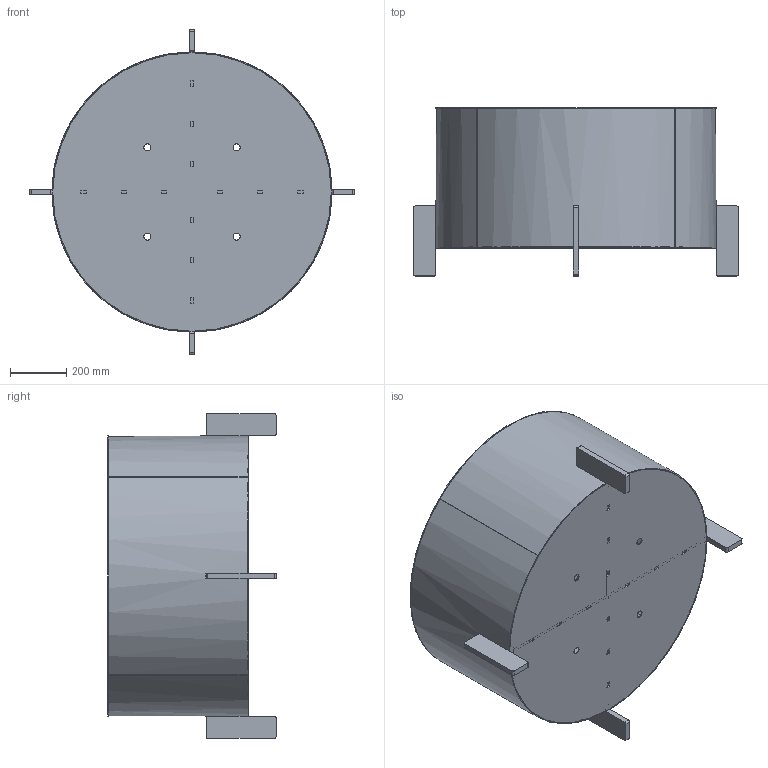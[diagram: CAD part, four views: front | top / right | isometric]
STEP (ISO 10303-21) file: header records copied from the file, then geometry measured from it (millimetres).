
FILE_DESCRIPTION (( 'STEP AP203' ), '1' );
FILE_NAME ('DRUM-DRC2.STEP', '2020-04-24T09:23:26', ( '' ), ( '' ), 'SwSTEP 2.0', 'SolidWorks 2019', '' );
FILE_SCHEMA (( 'CONFIG_CONTROL_DESIGN' ));
Length unit declared in the file: millimetre
Products named in the file (7): DRUM-2 wall; DRUM-2 Reinf.; DRUM-2 Bottom; DRUM-DRC2; DRUM-2 Innerring; DRUM-2 Foot.; DRUM-2 Topring
Assembly tree (13 placements, depth 2):
  DRUM-DRC2
    DRUM-2 Bottom
    DRUM-2 wall  x2
    DRUM-2 Topring  x2
    DRUM-2 Foot.  x4
    DRUM-2 Reinf.  x2
    DRUM-2 Innerring  x2
Bounding box: 1160 x 600 x 1160 mm (x, y, z)
Volume: 10771632.3 mm3; surface area: 5665627.6 mm2
Topology: 13 solids, 13 shells, 196 faces, 510 edges, 340 vertices
Faces by surface type: plane 150, cylinder 46
Entity records: 4575 total; most frequent: CARTESIAN_POINT 640, DIRECTION 622, ORIENTED_EDGE 612, EDGE_CURVE 306, VECTOR 250, LINE 250, VERTEX_POINT 204, AXIS2_PLACEMENT_3D 186
